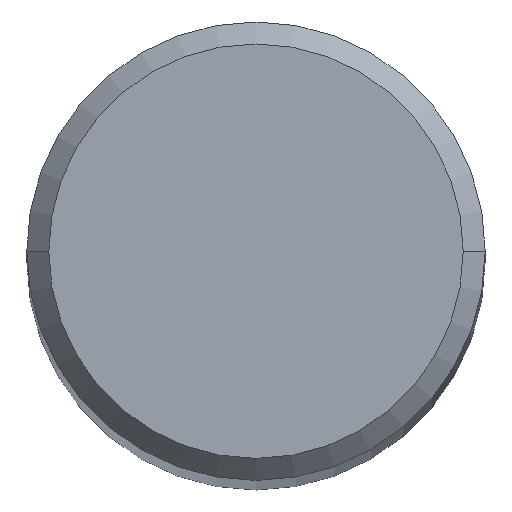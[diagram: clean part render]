
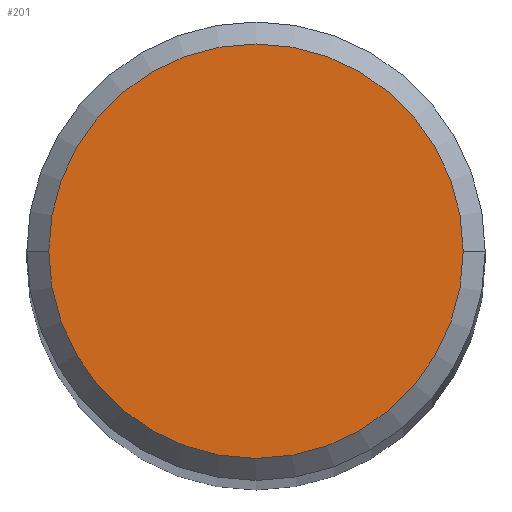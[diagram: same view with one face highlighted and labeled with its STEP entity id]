
A CAD part, top view. The second image highlights one B-rep face of the part: STEP entity #201.
In plain terms, the highlighted planar face has unit normal (0, 0, 1).
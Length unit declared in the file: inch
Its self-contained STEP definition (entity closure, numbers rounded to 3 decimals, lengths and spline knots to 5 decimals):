
#5 = CARTESIAN_POINT ( 'NONE',  ( -0.14125, 0., 4. ) ) ;
#22 = DIRECTION ( 'NONE',  ( 0., 0., 1. ) ) ;
#23 = DIRECTION ( 'NONE',  ( 0., 0., 1. ) ) ;
#24 = CARTESIAN_POINT ( 'NONE',  ( 0., 0., 4. ) ) ;
#28 = PLANE ( 'NONE',  #93 ) ;
#51 = ORIENTED_EDGE ( 'NONE', *, *, #192, .T. ) ;
#54 = CIRCLE ( 'NONE', #203, 0.14125 ) ;
#70 = DIRECTION ( 'NONE',  ( 1., 0., 0. ) ) ;
#93 = AXIS2_PLACEMENT_3D ( 'NONE', #24, #22, #223 ) ;
#97 = AXIS2_PLACEMENT_3D ( 'NONE', #113, #165, #70 ) ;
#103 = CARTESIAN_POINT ( 'NONE',  ( 0.14125, 0., 4. ) ) ;
#113 = CARTESIAN_POINT ( 'NONE',  ( 0., 0., 4. ) ) ;
#134 = DIRECTION ( 'NONE',  ( 1., 0., 0. ) ) ;
#153 = VERTEX_POINT ( 'NONE', #103 ) ;
#165 = DIRECTION ( 'NONE',  ( 0., 0., 1. ) ) ;
#185 = FACE_OUTER_BOUND ( 'NONE', #212, .T. ) ;
#192 = EDGE_CURVE ( 'NONE', #241, #153, #54, .T. ) ;
#201 = ADVANCED_FACE ( 'NONE', ( #185 ), #28, .T. ) ;
#203 = AXIS2_PLACEMENT_3D ( 'NONE', #205, #23, #134 ) ;
#204 = CIRCLE ( 'NONE', #97, 0.14125 ) ;
#205 = CARTESIAN_POINT ( 'NONE',  ( 0., 0., 4. ) ) ;
#212 = EDGE_LOOP ( 'NONE', ( #51, #243 ) ) ;
#223 = DIRECTION ( 'NONE',  ( 1., 0., 0. ) ) ;
#234 = EDGE_CURVE ( 'NONE', #153, #241, #204, .T. ) ;
#241 = VERTEX_POINT ( 'NONE', #5 ) ;
#243 = ORIENTED_EDGE ( 'NONE', *, *, #234, .T. ) ;
